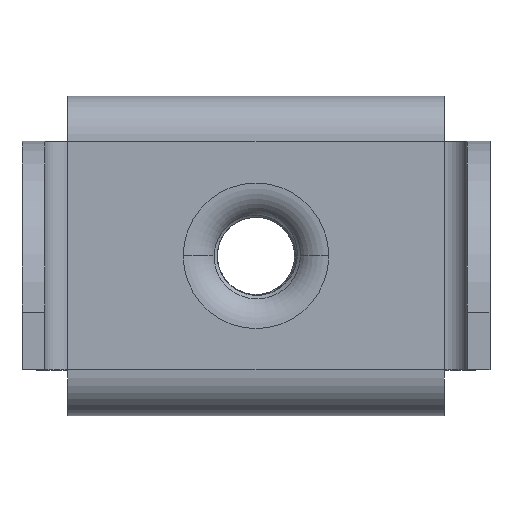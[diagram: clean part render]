
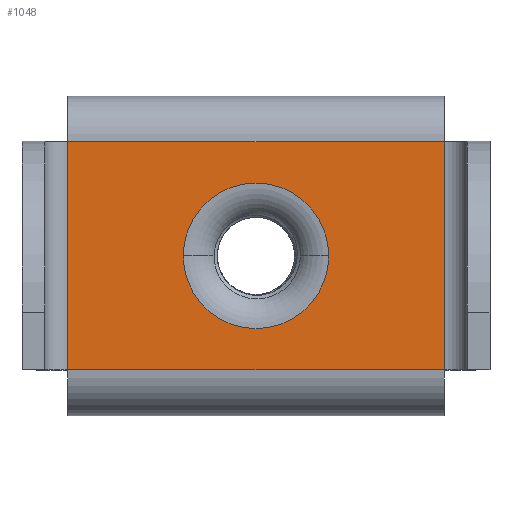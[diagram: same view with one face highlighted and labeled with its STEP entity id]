
A CAD part, top view. The second image highlights one B-rep face of the part: STEP entity #1048.
In plain terms, the highlighted planar face has unit normal (0, 0, 1).
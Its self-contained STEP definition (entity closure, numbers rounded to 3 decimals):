
#1=DIRECTION('',(0.,1.,0.));
#2=VECTOR('',#1,20.);
#3=CARTESIAN_POINT('',(16.5,-10.,0.));
#4=LINE('',#3,#2);
#5=DIRECTION('',(1.,0.,0.));
#6=VECTOR('',#5,33.);
#7=CARTESIAN_POINT('',(-16.5,-10.,0.));
#8=LINE('',#7,#6);
#9=DIRECTION('',(0.,1.,0.));
#10=VECTOR('',#9,20.);
#11=CARTESIAN_POINT('',(-16.5,-10.,0.));
#12=LINE('',#11,#10);
#13=DIRECTION('',(1.,0.,0.));
#14=VECTOR('',#13,33.);
#15=CARTESIAN_POINT('',(-16.5,10.,0.));
#16=LINE('',#15,#14);
#17=CARTESIAN_POINT('',(0.,0.,0.));
#18=DIRECTION('',(0.,0.,-1.));
#19=DIRECTION('',(1.,0.,0.));
#20=AXIS2_PLACEMENT_3D('',#17,#18,#19);
#22=CARTESIAN_POINT('',(0.,0.,0.));
#23=DIRECTION('',(0.,0.,-1.));
#24=DIRECTION('',(-1.,0.,0.));
#25=AXIS2_PLACEMENT_3D('',#22,#23,#24);
#963=CARTESIAN_POINT('',(-16.5,10.,0.));
#964=VERTEX_POINT('',#963);
#967=CARTESIAN_POINT('',(-16.5,-10.,0.));
#968=VERTEX_POINT('',#967);
#979=CARTESIAN_POINT('',(16.5,10.,0.));
#980=VERTEX_POINT('',#979);
#983=CARTESIAN_POINT('',(16.5,-10.,0.));
#984=VERTEX_POINT('',#983);
#997=CARTESIAN_POINT('',(6.375,0.,0.));
#998=CARTESIAN_POINT('',(-6.375,0.,0.));
#999=VERTEX_POINT('',#997);
#1000=VERTEX_POINT('',#998);
#1027=CARTESIAN_POINT('',(0.,0.,0.));
#1028=DIRECTION('',(0.,0.,1.));
#1029=DIRECTION('',(1.,0.,0.));
#1030=AXIS2_PLACEMENT_3D('',#1027,#1028,#1029);
#1031=PLANE('',#1030);
#1033=ORIENTED_EDGE('',*,*,#1032,.F.);
#1035=ORIENTED_EDGE('',*,*,#1034,.F.);
#1037=ORIENTED_EDGE('',*,*,#1036,.T.);
#1039=ORIENTED_EDGE('',*,*,#1038,.T.);
#1040=EDGE_LOOP('',(#1033,#1035,#1037,#1039));
#1041=FACE_OUTER_BOUND('',#1040,.F.);
#1043=ORIENTED_EDGE('',*,*,#1042,.F.);
#1045=ORIENTED_EDGE('',*,*,#1044,.F.);
#1046=EDGE_LOOP('',(#1043,#1045));
#1047=FACE_BOUND('',#1046,.F.);
#1048=ADVANCED_FACE('',(#1041,#1047),#1031,.T.);
#21=CIRCLE('',#20,6.375);
#26=CIRCLE('',#25,6.375);
#1032=EDGE_CURVE('',#984,#980,#4,.T.);
#1034=EDGE_CURVE('',#968,#984,#8,.T.);
#1036=EDGE_CURVE('',#968,#964,#12,.T.);
#1038=EDGE_CURVE('',#964,#980,#16,.T.);
#1042=EDGE_CURVE('',#999,#1000,#21,.T.);
#1044=EDGE_CURVE('',#1000,#999,#26,.T.);
